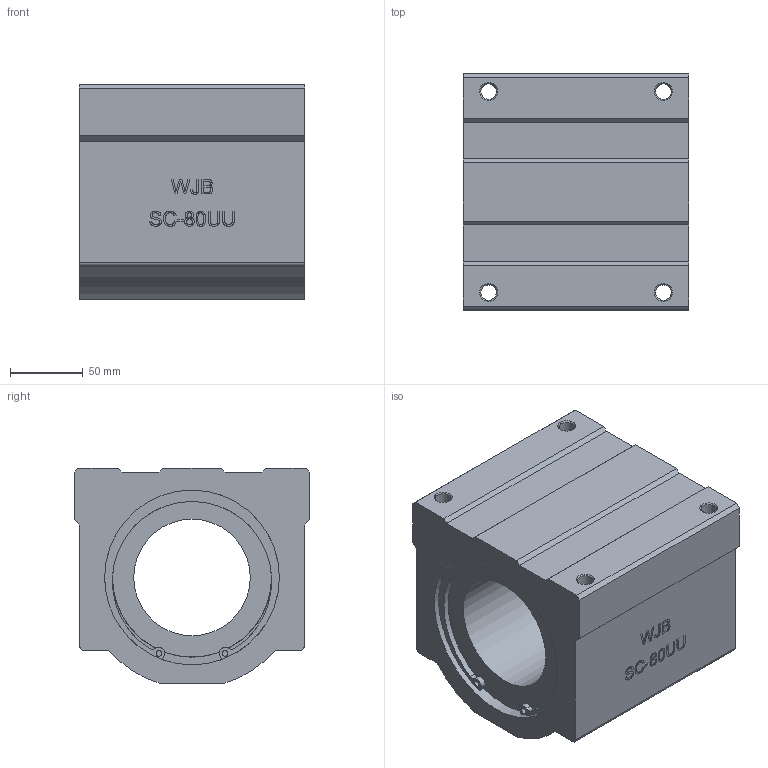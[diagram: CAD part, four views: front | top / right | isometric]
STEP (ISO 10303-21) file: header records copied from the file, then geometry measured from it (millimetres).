
FILE_DESCRIPTION(/* description */ (''),/* implementation_level */ '2;1');
FILE_NAME(/* name */ 'WJB-SC80UU.stp',/* time_stamp */ '2018-11-25T22:12:15+08:00',/* author */ (''),/* organization */ (''),/* preprocessor_version */ 'ST-DEVELOPER v11',/* originating_system */ 'SIEMENS UGS NX 6.0',/* authorisation */ '');
FILE_SCHEMA (('CONFIG_CONTROL_DESIGN'));
Length unit declared in the file: millimetre
Products named in the file (1): WJB-SC80UU
Bounding box: 155 x 162 x 148 mm (x, y, z)
Volume: 2403389.4 mm3; surface area: 186772.4 mm2
Topology: 3 solids, 3 shells, 245 faces, 605 edges, 398 vertices
Faces by surface type: plane 134, extrusion 76, cylinder 31, cone 4
Full cylindrical faces by diameter (mm): 4 x4, 10.7 x4, 80 x1, 86.5 x2, 90 x2, 109.333 x2, 120 x2
Entity records: 9320 total; most frequent: CARTESIAN_POINT 3858, ORIENTED_EDGE 1152, DIRECTION 872, EDGE_CURVE 576, VERTEX_POINT 390, VECTOR 352, EDGE_LOOP 312, B_SPLINE_CURVE_WITH_KNOTS 286
